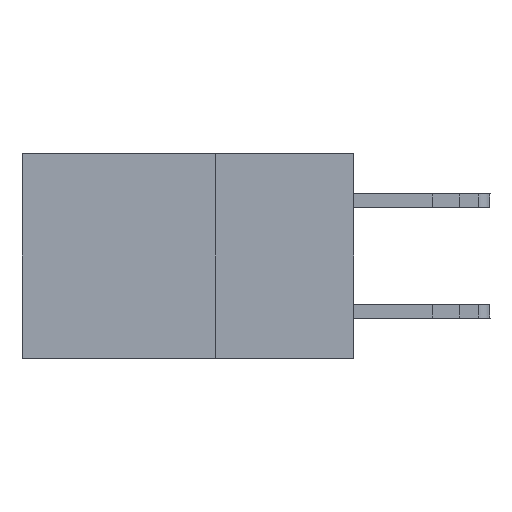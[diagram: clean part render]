
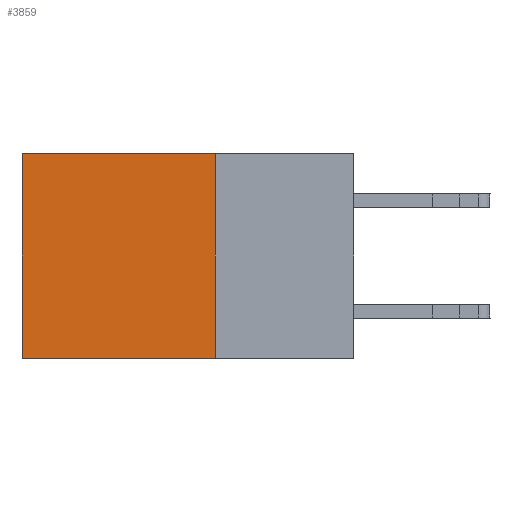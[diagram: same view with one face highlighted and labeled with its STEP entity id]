
A CAD part, left-side view. The second image highlights one B-rep face of the part: STEP entity #3859.
In plain terms, the highlighted planar face has unit normal (-1, 0, 0).
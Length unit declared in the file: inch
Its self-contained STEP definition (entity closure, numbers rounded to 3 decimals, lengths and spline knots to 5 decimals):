
#724 = DIRECTION ( 'NONE',  ( 1., 0., 0. ) ) ;
#1060 = AXIS2_PLACEMENT_3D ( 'NONE', #33087, #724, #3054 ) ;
#1789 = DIRECTION ( 'NONE',  ( 0., 1., 0. ) ) ;
#2508 = VERTEX_POINT ( 'NONE', #5470 ) ;
#3054 = DIRECTION ( 'NONE',  ( 0., 0., -1. ) ) ;
#3859 = ADVANCED_FACE ( 'NONE', ( #32888 ), #13597, .F. ) ;
#4269 = CARTESIAN_POINT ( 'NONE',  ( 0.2875, 0.25, 0. ) ) ;
#4740 = CARTESIAN_POINT ( 'NONE',  ( 0.2875, 0.25, -0.37 ) ) ;
#4820 = ORIENTED_EDGE ( 'NONE', *, *, #22073, .T. ) ;
#5470 = CARTESIAN_POINT ( 'NONE',  ( 0.2875, 0.25, -0.37 ) ) ;
#7645 = LINE ( 'NONE', #26314, #34707 ) ;
#7673 = EDGE_CURVE ( 'NONE', #19898, #2508, #29195, .T. ) ;
#8717 = VERTEX_POINT ( 'NONE', #33945 ) ;
#9150 = CARTESIAN_POINT ( 'NONE',  ( 0.2875, 0.6, 0. ) ) ;
#9556 = DIRECTION ( 'NONE',  ( 0., 0., -1. ) ) ;
#10067 = CARTESIAN_POINT ( 'NONE',  ( 0.2875, 0.25, 0. ) ) ;
#10443 = DIRECTION ( 'NONE',  ( 0., 1., 0. ) ) ;
#10749 = LINE ( 'NONE', #4740, #19876 ) ;
#12680 = ORIENTED_EDGE ( 'NONE', *, *, #13356, .T. ) ;
#13356 = EDGE_CURVE ( 'NONE', #19898, #22216, #22602, .T. ) ;
#13544 = ORIENTED_EDGE ( 'NONE', *, *, #22330, .F. ) ;
#13597 = PLANE ( 'NONE',  #1060 ) ;
#14743 = VECTOR ( 'NONE', #27364, 39.37008 ) ;
#17045 = EDGE_LOOP ( 'NONE', ( #4820, #13544, #33254, #12680 ) ) ;
#19876 = VECTOR ( 'NONE', #10443, 39.37008 ) ;
#19898 = VERTEX_POINT ( 'NONE', #4269 ) ;
#22073 = EDGE_CURVE ( 'NONE', #22216, #8717, #7645, .T. ) ;
#22216 = VERTEX_POINT ( 'NONE', #9150 ) ;
#22330 = EDGE_CURVE ( 'NONE', #2508, #8717, #10749, .T. ) ;
#22602 = LINE ( 'NONE', #10067, #32694 ) ;
#26314 = CARTESIAN_POINT ( 'NONE',  ( 0.2875, 0.6, 0. ) ) ;
#27364 = DIRECTION ( 'NONE',  ( 0., 0., -1. ) ) ;
#29195 = LINE ( 'NONE', #30390, #14743 ) ;
#30390 = CARTESIAN_POINT ( 'NONE',  ( 0.2875, 0.25, 0. ) ) ;
#32694 = VECTOR ( 'NONE', #1789, 39.37008 ) ;
#32888 = FACE_OUTER_BOUND ( 'NONE', #17045, .T. ) ;
#33087 = CARTESIAN_POINT ( 'NONE',  ( 0.2875, 0.25, 0. ) ) ;
#33254 = ORIENTED_EDGE ( 'NONE', *, *, #7673, .F. ) ;
#33945 = CARTESIAN_POINT ( 'NONE',  ( 0.2875, 0.6, -0.37 ) ) ;
#34707 = VECTOR ( 'NONE', #9556, 39.37008 ) ;
